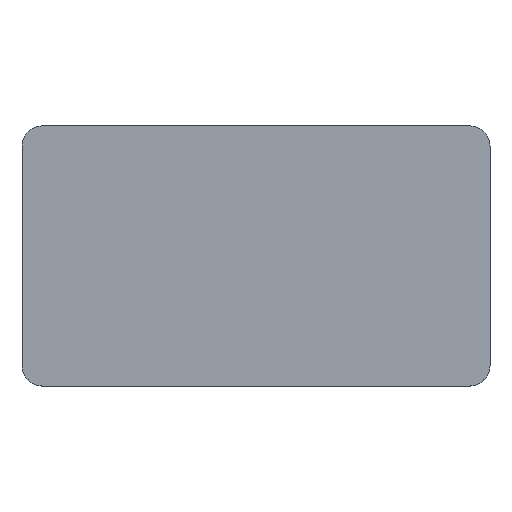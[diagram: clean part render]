
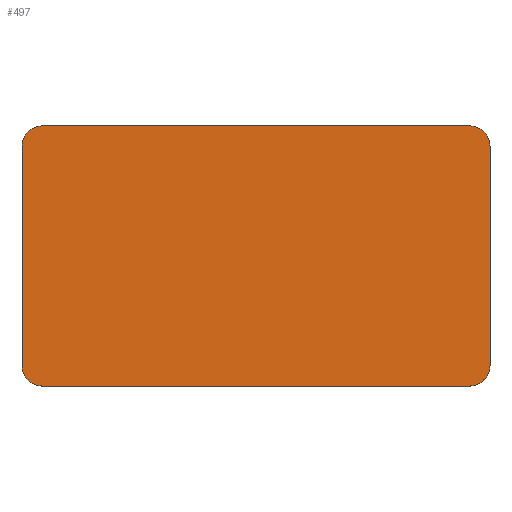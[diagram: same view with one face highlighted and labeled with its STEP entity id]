
A CAD part, top view. The second image highlights one B-rep face of the part: STEP entity #497.
In plain terms, the highlighted planar face has unit normal (0, 0, 1).
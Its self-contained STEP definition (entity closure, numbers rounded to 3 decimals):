
#83=CARTESIAN_POINT('',(8.375,5.1,-1.8));
#84=VERTEX_POINT('',#83);
#85=CARTESIAN_POINT('',(9.175,4.3,-1.8));
#86=VERTEX_POINT('',#85);
#87=CARTESIAN_POINT('',(8.375,4.3,-1.8));
#88=DIRECTION('',(0.0,0.0,-1.));
#89=DIRECTION('',(0.707,0.707,0.0));
#90=AXIS2_PLACEMENT_3D('',#87,#88,#89);
#91=CIRCLE('',#90,0.8);
#92=EDGE_CURVE('',#84,#86,#91,.T.);
#174=CARTESIAN_POINT('',(9.175,-4.3,-1.8));
#175=VERTEX_POINT('',#174);
#176=CARTESIAN_POINT('',(9.175,4.3,-1.8));
#177=DIRECTION('',(0.0,-1.0,0.0));
#178=VECTOR('',#177,8.6);
#179=LINE('',#176,#178);
#180=EDGE_CURVE('',#86,#175,#179,.T.);
#229=CARTESIAN_POINT('',(8.375,-5.1,-1.8));
#230=VERTEX_POINT('',#229);
#231=CARTESIAN_POINT('',(8.375,-4.3,-1.8));
#232=DIRECTION('',(0.0,0.0,-1.));
#233=DIRECTION('',(0.707,-0.707,0.0));
#234=AXIS2_PLACEMENT_3D('',#231,#232,#233);
#235=CIRCLE('',#234,0.8);
#236=EDGE_CURVE('',#175,#230,#235,.T.);
#303=CARTESIAN_POINT('',(-8.375,-5.1,-1.8));
#304=VERTEX_POINT('',#303);
#305=CARTESIAN_POINT('',(-9.175,-4.3,-1.8));
#306=VERTEX_POINT('',#305);
#307=CARTESIAN_POINT('',(-8.375,-4.3,-1.8));
#308=DIRECTION('',(0.0,0.0,-1.));
#309=DIRECTION('',(-0.707,-0.707,0.0));
#310=AXIS2_PLACEMENT_3D('',#307,#308,#309);
#311=CIRCLE('',#310,0.8);
#312=EDGE_CURVE('',#304,#306,#311,.T.);
#336=CARTESIAN_POINT('',(-9.175,4.3,-1.8));
#337=VERTEX_POINT('',#336);
#338=CARTESIAN_POINT('',(-9.175,-4.3,-1.8));
#339=DIRECTION('',(0.0,1.0,0.0));
#340=VECTOR('',#339,8.6);
#341=LINE('',#338,#340);
#342=EDGE_CURVE('',#306,#337,#341,.T.);
#382=CARTESIAN_POINT('',(-8.375,5.1,-1.8));
#383=VERTEX_POINT('',#382);
#384=CARTESIAN_POINT('',(-8.375,4.3,-1.8));
#385=DIRECTION('',(0.0,0.0,-1.));
#386=DIRECTION('',(-0.707,0.707,0.0));
#387=AXIS2_PLACEMENT_3D('',#384,#385,#386);
#388=CIRCLE('',#387,0.8);
#389=EDGE_CURVE('',#337,#383,#388,.T.);
#410=CARTESIAN_POINT('',(-8.375,5.1,-1.8));
#411=DIRECTION('',(1.0,0.0,0.0));
#412=VECTOR('',#411,16.75);
#413=LINE('',#410,#412);
#414=EDGE_CURVE('',#383,#84,#413,.T.);
#471=CARTESIAN_POINT('',(8.375,-5.1,-1.8));
#472=DIRECTION('',(-1.0,0.0,0.0));
#473=VECTOR('',#472,16.75);
#474=LINE('',#471,#473);
#475=EDGE_CURVE('',#230,#304,#474,.T.);
#482=CARTESIAN_POINT('',(0.,0.0,-1.8));
#483=DIRECTION('',(0.0,0.0,1.0));
#484=DIRECTION('',(1.0,0.0,0.0));
#485=AXIS2_PLACEMENT_3D('',#482,#483,#484);
#486=PLANE('',#485);
#487=ORIENTED_EDGE('',*,*,#92,.F.);
#488=ORIENTED_EDGE('',*,*,#414,.F.);
#489=ORIENTED_EDGE('',*,*,#389,.F.);
#490=ORIENTED_EDGE('',*,*,#342,.F.);
#491=ORIENTED_EDGE('',*,*,#312,.F.);
#492=ORIENTED_EDGE('',*,*,#475,.F.);
#493=ORIENTED_EDGE('',*,*,#236,.F.);
#494=ORIENTED_EDGE('',*,*,#180,.F.);
#495=EDGE_LOOP('',(#487,#488,#489,#490,#491,#492,#493,#494));
#496=FACE_OUTER_BOUND('',#495,.T.);
#497=ADVANCED_FACE('',(#496),#486,.T.);
